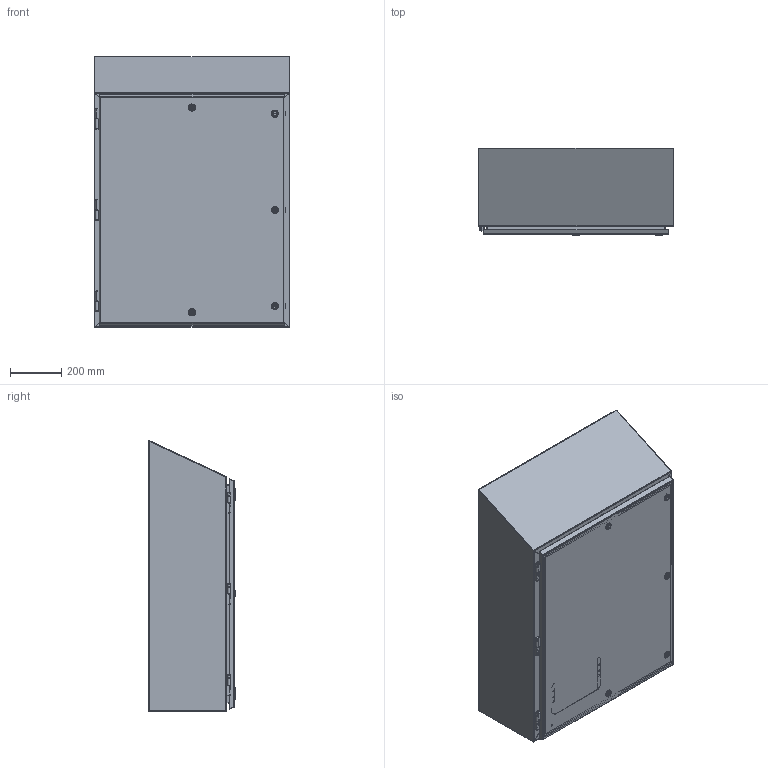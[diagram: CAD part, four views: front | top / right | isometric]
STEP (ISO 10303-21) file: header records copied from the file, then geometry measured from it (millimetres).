
FILE_DESCRIPTION (( 'STEP AP214' ), '1' );
FILE_NAME ('HWST363012S16.STEP', '2020-11-23T22:26:04', ( '' ), ( '' ), 'SwSTEP 2.0', 'SolidWorks 2019', '' );
FILE_SCHEMA (( 'AUTOMOTIVE_DESIGN' ));
Length unit declared in the file: inch
Products named in the file (1): HWST363012S16
Bounding box: 762 x 339.6 x 1055.25 mm (x, y, z)
Volume: 5500470.6 mm3; surface area: 5911099.1 mm2
Topology: 70 solids, 71 shells, 1632 faces, 3820 edges, 2398 vertices
Faces by surface type: plane 1011, cylinder 430, bspline 136, cone 55
Full cylindrical faces by diameter (mm): 3.307 x2, 4.166 x2, 4.917 x12, 5 x5, 5.74 x12, 6 x11, 6.096 x12, 6.1 x6, 6.35 x4, 6.985 x6, 7.937 x1, 7.938 x1, 8.433 x6, 9.347 x2, 9.525 x6, 9.83 x10, 12.7 x14, 13.335 x5, 15.875 x11, 16.002 x5, 16.51 x6, 19.5 x5, 19.939 x5, 27.94 x5, 88.9 x1
Entity records: 73330 total; most frequent: CARTESIAN_POINT 15902, ORIENTED_EDGE 7054, DIRECTION 6922, EDGE_CURVE 3527, AXIS2_PLACEMENT_3D 2358, VERTEX_POINT 2331, VECTOR 2206, LINE 2206
